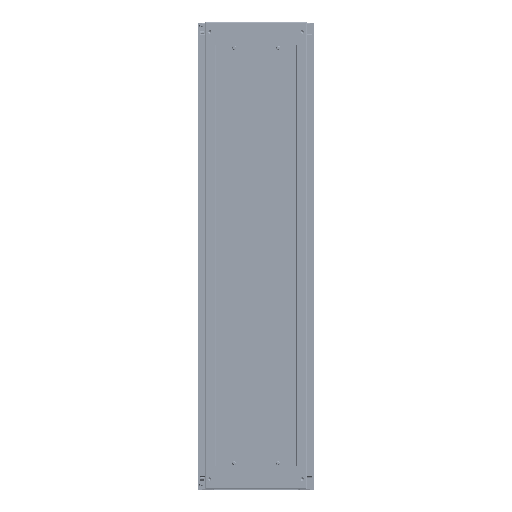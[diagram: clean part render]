
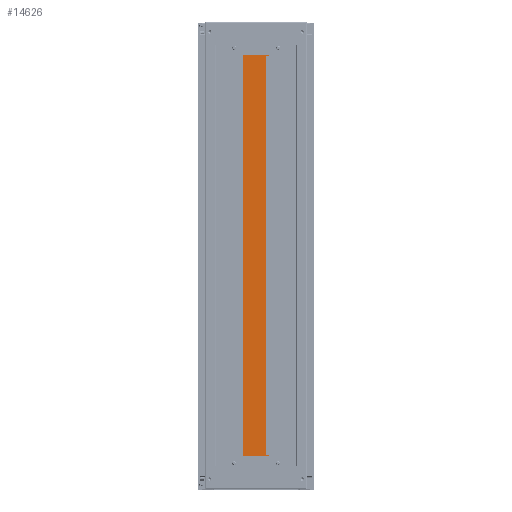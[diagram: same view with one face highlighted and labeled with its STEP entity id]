
A CAD part, top view. The second image highlights one B-rep face of the part: STEP entity #14626.
In plain terms, the highlighted face is planar.
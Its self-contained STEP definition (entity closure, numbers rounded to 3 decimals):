
#105 = EDGE_CURVE ( 'NONE', #136142, #136133, #73338, .T. ) ;
#107 = EDGE_CURVE ( 'NONE', #136133, #136118, #73367, .T. ) ;
#108 = EDGE_CURVE ( 'NONE', #136158, #136149, #73369, .T. ) ;
#109 = EDGE_CURVE ( 'NONE', #136175, #136158, #73372, .T. ) ;
#110 = EDGE_CURVE ( 'NONE', #136175, #136173, #73376, .T. ) ;
#111 = EDGE_CURVE ( 'NONE', #136149, #136142, #73380, .T. ) ;
#112 = EDGE_CURVE ( 'NONE', #136118, #136112, #73385, .T. ) ;
#113 = EDGE_CURVE ( 'NONE', #136173, #136112, #73389, .T. ) ;
#14626 = ADVANCED_FACE ( 'NONE', ( #15554 ), #68353, .T. ) ;
#15554 = FACE_OUTER_BOUND ( 'NONE', #141911, .T. ) ;
#47717 = ORIENTED_EDGE ( 'NONE', *, *, #110, .F. ) ;
#47719 = ORIENTED_EDGE ( 'NONE', *, *, #109, .T. ) ;
#47721 = ORIENTED_EDGE ( 'NONE', *, *, #108, .T. ) ;
#47723 = ORIENTED_EDGE ( 'NONE', *, *, #111, .T. ) ;
#47725 = ORIENTED_EDGE ( 'NONE', *, *, #105, .T. ) ;
#47727 = ORIENTED_EDGE ( 'NONE', *, *, #107, .T. ) ;
#47729 = ORIENTED_EDGE ( 'NONE', *, *, #112, .T. ) ;
#47731 = ORIENTED_EDGE ( 'NONE', *, *, #113, .F. ) ;
#61905 = CARTESIAN_POINT ( 'NONE',  ( -700., 49., 1.5 ) ) ;
#61910 = DIRECTION ( 'NONE',  ( -1., 0., 0. ) ) ;
#61913 = CARTESIAN_POINT ( 'NONE',  ( -700., 49., 1.5 ) ) ;
#61914 = DIRECTION ( 'NONE',  ( 0., -1., 0. ) ) ;
#61915 = CARTESIAN_POINT ( 'NONE',  ( -700., -49., 1.5 ) ) ;
#61916 = DIRECTION ( 'NONE',  ( 1., 0., 0. ) ) ;
#61917 = CARTESIAN_POINT ( 'NONE',  ( 685., -48., 1.5 ) ) ;
#61918 = DIRECTION ( 'NONE',  ( 0., -1., 0. ) ) ;
#61919 = CARTESIAN_POINT ( 'NONE',  ( 685., -47.99, 1.5 ) ) ;
#61920 = DIRECTION ( 'NONE',  ( -1., 0., 0. ) ) ;
#61921 = CARTESIAN_POINT ( 'NONE',  ( 700., 49., 1.5 ) ) ;
#61922 = DIRECTION ( 'NONE',  ( 0., 1., 0. ) ) ;
#61923 = CARTESIAN_POINT ( 'NONE',  ( -700., -49., 1.5 ) ) ;
#61924 = DIRECTION ( 'NONE',  ( 1., 0., 0. ) ) ;
#61925 = CARTESIAN_POINT ( 'NONE',  ( -685., -48., 1.5 ) ) ;
#61926 = DIRECTION ( 'NONE',  ( 0., -1., 0. ) ) ;
#68348 = CARTESIAN_POINT ( 'NONE',  ( -700., -49., 1.5 ) ) ;
#68353 = PLANE ( 'NONE',  #118599 ) ;
#68358 = DIRECTION ( 'NONE',  ( 0., 0., 1. ) ) ;
#68359 = DIRECTION ( 'NONE',  ( 1., 0., 0. ) ) ;
#73338 = LINE ( 'NONE', #61905, #73358 ) ;
#73358 = VECTOR ( 'NONE', #61910, 1000. ) ;
#73367 = LINE ( 'NONE', #61913, #73368 ) ;
#73368 = VECTOR ( 'NONE', #61914, 1000. ) ;
#73369 = LINE ( 'NONE', #61915, #73370 ) ;
#73370 = VECTOR ( 'NONE', #61916, 1000. ) ;
#73372 = LINE ( 'NONE', #61917, #73375 ) ;
#73375 = VECTOR ( 'NONE', #61918, 1000. ) ;
#73376 = LINE ( 'NONE', #61919, #73378 ) ;
#73378 = VECTOR ( 'NONE', #61920, 1000. ) ;
#73380 = LINE ( 'NONE', #61921, #73382 ) ;
#73382 = VECTOR ( 'NONE', #61922, 1000. ) ;
#73385 = LINE ( 'NONE', #61923, #73387 ) ;
#73387 = VECTOR ( 'NONE', #61924, 1000. ) ;
#73389 = LINE ( 'NONE', #61925, #73391 ) ;
#73391 = VECTOR ( 'NONE', #61926, 1000. ) ;
#108345 = CARTESIAN_POINT ( 'NONE',  ( 700., 49., 1.5 ) ) ;
#108360 = CARTESIAN_POINT ( 'NONE',  ( -700., -49., 1.5 ) ) ;
#108362 = CARTESIAN_POINT ( 'NONE',  ( -685., -49., 1.5 ) ) ;
#108371 = CARTESIAN_POINT ( 'NONE',  ( -700., 49., 1.5 ) ) ;
#108419 = CARTESIAN_POINT ( 'NONE',  ( 700., -49., 1.5 ) ) ;
#108428 = CARTESIAN_POINT ( 'NONE',  ( 685., -47.99, 1.5 ) ) ;
#108433 = CARTESIAN_POINT ( 'NONE',  ( 685., -49., 1.5 ) ) ;
#108456 = CARTESIAN_POINT ( 'NONE',  ( -685., -47.99, 1.5 ) ) ;
#118599 = AXIS2_PLACEMENT_3D ( 'NONE', #68348, #68358, #68359 ) ;
#136112 = VERTEX_POINT ( 'NONE', #108362 ) ;
#136118 = VERTEX_POINT ( 'NONE', #108360 ) ;
#136133 = VERTEX_POINT ( 'NONE', #108371 ) ;
#136142 = VERTEX_POINT ( 'NONE', #108345 ) ;
#136149 = VERTEX_POINT ( 'NONE', #108419 ) ;
#136158 = VERTEX_POINT ( 'NONE', #108433 ) ;
#136173 = VERTEX_POINT ( 'NONE', #108456 ) ;
#136175 = VERTEX_POINT ( 'NONE', #108428 ) ;
#141911 = EDGE_LOOP ( 'NONE', ( #47717, #47719, #47721, #47723, #47725, #47727, #47729, #47731 ) ) ;
